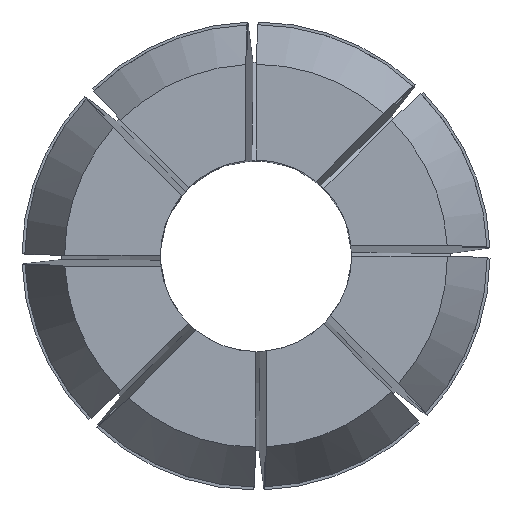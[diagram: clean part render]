
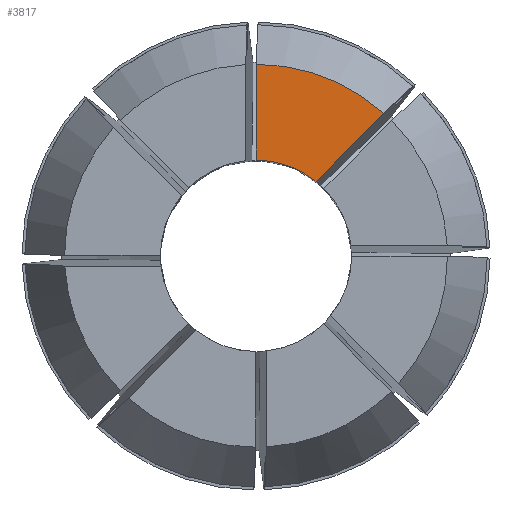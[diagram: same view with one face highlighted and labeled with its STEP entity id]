
A CAD part, top view. The second image highlights one B-rep face of the part: STEP entity #3817.
In plain terms, the highlighted planar face has unit normal (0, 0, 1).
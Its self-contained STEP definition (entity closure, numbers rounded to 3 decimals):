
#84 = EDGE_CURVE ( 'NONE', #1087, #189, #1842, .T. ) ;
#189 = VERTEX_POINT ( 'NONE', #1532 ) ;
#230 = AXIS2_PLACEMENT_3D ( 'NONE', #1360, #3178, #3518 ) ;
#350 = CIRCLE ( 'NONE', #230, 13.499 ) ;
#448 = VECTOR ( 'NONE', #1107, 1000. ) ;
#554 = CARTESIAN_POINT ( 'NONE',  ( 9.02, 10.044, 40. ) ) ;
#556 = VECTOR ( 'NONE', #1284, 1000. ) ;
#801 = ORIENTED_EDGE ( 'NONE', *, *, #3629, .F. ) ;
#846 = ORIENTED_EDGE ( 'NONE', *, *, #84, .F. ) ;
#1087 = VERTEX_POINT ( 'NONE', #2532 ) ;
#1107 = DIRECTION ( 'NONE',  ( -0.707, -0.707, 0. ) ) ;
#1117 = CARTESIAN_POINT ( 'NONE',  ( 6.238, 7.262, 40. ) ) ;
#1248 = LINE ( 'NONE', #1117, #448 ) ;
#1284 = DIRECTION ( 'NONE',  ( 0., -1., 0. ) ) ;
#1360 = CARTESIAN_POINT ( 'NONE',  ( 0., 0., 40. ) ) ;
#1532 = CARTESIAN_POINT ( 'NONE',  ( 0.026, 6.747, 40. ) ) ;
#1589 = LINE ( 'NONE', #2217, #556 ) ;
#1592 = DIRECTION ( 'NONE',  ( 1., 0., 0. ) ) ;
#1786 = CARTESIAN_POINT ( 'NONE',  ( 0., 0., 40. ) ) ;
#1803 = EDGE_LOOP ( 'NONE', ( #801, #3598, #3741, #846 ) ) ;
#1842 = CIRCLE ( 'NONE', #3133, 6.747 ) ;
#2040 = VERTEX_POINT ( 'NONE', #3899 ) ;
#2217 = CARTESIAN_POINT ( 'NONE',  ( 0.026, 13.499, 40. ) ) ;
#2405 = AXIS2_PLACEMENT_3D ( 'NONE', #3482, #3794, #1592 ) ;
#2532 = CARTESIAN_POINT ( 'NONE',  ( 4.231, 5.255, 40. ) ) ;
#2563 = PLANE ( 'NONE',  #2405 ) ;
#2957 = VERTEX_POINT ( 'NONE', #554 ) ;
#3042 = FACE_OUTER_BOUND ( 'NONE', #1803, .T. ) ;
#3133 = AXIS2_PLACEMENT_3D ( 'NONE', #1786, #3925, #3939 ) ;
#3178 = DIRECTION ( 'NONE',  ( 0., 0., -1. ) ) ;
#3432 = EDGE_CURVE ( 'NONE', #2040, #189, #1589, .T. ) ;
#3482 = CARTESIAN_POINT ( 'NONE',  ( 0., 13.499, 40. ) ) ;
#3518 = DIRECTION ( 'NONE',  ( -1., 0., 0. ) ) ;
#3592 = EDGE_CURVE ( 'NONE', #2040, #2957, #350, .T. ) ;
#3598 = ORIENTED_EDGE ( 'NONE', *, *, #3592, .F. ) ;
#3629 = EDGE_CURVE ( 'NONE', #2957, #1087, #1248, .T. ) ;
#3741 = ORIENTED_EDGE ( 'NONE', *, *, #3432, .T. ) ;
#3794 = DIRECTION ( 'NONE',  ( 0., 0., 1. ) ) ;
#3817 = ADVANCED_FACE ( 'NONE', ( #3042 ), #2563, .T. ) ;
#3899 = CARTESIAN_POINT ( 'NONE',  ( 0.026, 13.499, 40. ) ) ;
#3925 = DIRECTION ( 'NONE',  ( 0., 0., 1. ) ) ;
#3939 = DIRECTION ( 'NONE',  ( 1., 0., 0. ) ) ;
